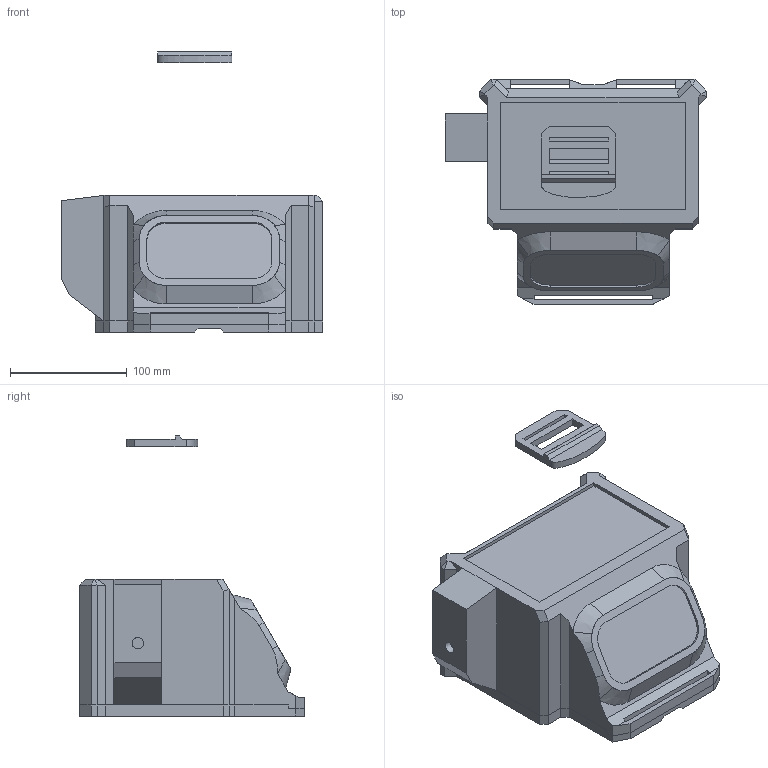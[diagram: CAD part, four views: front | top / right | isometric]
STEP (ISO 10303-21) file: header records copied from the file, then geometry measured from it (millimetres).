
FILE_DESCRIPTION(/* description */ (''),/* implementation_level */ '2;1');
FILE_NAME(/* name */ 'Power Pack v107.step',/* time_stamp */ '2020-04-30T21:33:58-04:00',/* author */ (''),/* organization */ (''),/* preprocessor_version */ 'ST-DEVELOPER v18.1',/* originating_system */ 'Autodesk Translation Framework v9.2.0.1227',/* authorisation */ '');
FILE_SCHEMA (('AUTOMOTIVE_DESIGN { 1 0 10303 214 3 1 1 }'));
Length unit declared in the file: millimetre
Products named in the file (7): Power Pack; Display; Shell; PowerCell; Boombox; BackPlate; BookBack Clip
Assembly tree (6 placements, depth 2):
  Power Pack
    Display
    Shell
    PowerCell
    Boombox
    BackPlate
    BookBack Clip
Bounding box: 224 x 192.61 x 239.99 mm (x, y, z)
Volume: 1549699.2 mm3; surface area: 354646.7 mm2
Topology: 6 solids, 6 shells, 618 faces, 1651 edges, 1049 vertices
Faces by surface type: cylinder 307, plane 272, bspline 29, cone 10
Full cylindrical faces by diameter (mm): 2.529 x60, 3.086 x56, 3.4 x4, 5.035 x60, 6.147 x56, 10 x1
Entity records: 32693 total; most frequent: CARTESIAN_POINT 17963, ORIENTED_EDGE 3302, DIRECTION 2524, EDGE_CURVE 1651, VERTEX_POINT 1049, LINE 1028, VECTOR 1028, AXIS2_PLACEMENT_3D 748
